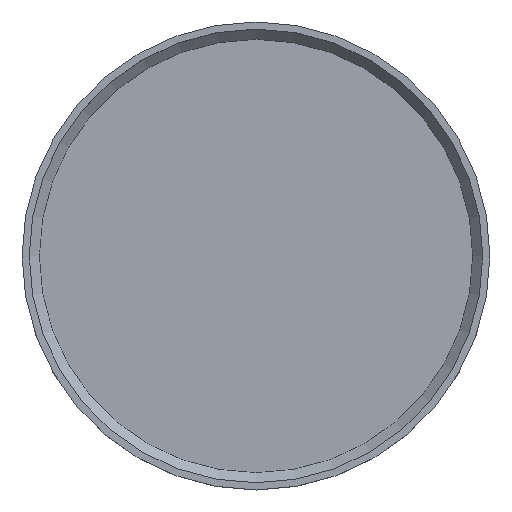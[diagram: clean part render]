
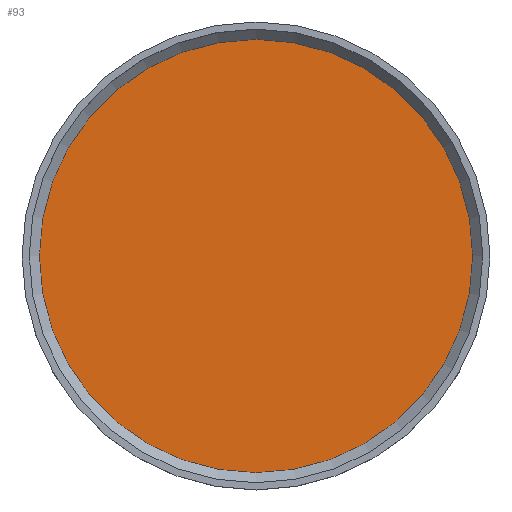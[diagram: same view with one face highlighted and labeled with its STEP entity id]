
A CAD part, top view. The second image highlights one B-rep face of the part: STEP entity #93.
In plain terms, the highlighted planar face has unit normal (0, 0, 1).
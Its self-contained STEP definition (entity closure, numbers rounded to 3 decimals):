
#17=PLANE('',#120);
#26=FACE_OUTER_BOUND('',#33,.T.);
#33=EDGE_LOOP('',(#83));
#47=CIRCLE('',#116,30.15);
#53=VERTEX_POINT('',#167);
#61=EDGE_CURVE('',#53,#53,#47,.T.);
#83=ORIENTED_EDGE('',*,*,#61,.F.);
#93=ADVANCED_FACE('',(#26),#17,.T.);
#116=AXIS2_PLACEMENT_3D('',#168,#140,#141);
#120=AXIS2_PLACEMENT_3D('',#176,#150,#151);
#140=DIRECTION('center_axis',(0.,0.,-1.));
#141=DIRECTION('ref_axis',(1.,0.,0.));
#150=DIRECTION('center_axis',(0.,0.,1.));
#151=DIRECTION('ref_axis',(1.,0.,0.));
#167=CARTESIAN_POINT('',(-30.15,0.,0.5));
#168=CARTESIAN_POINT('Origin',(0.,0.,0.5));
#176=CARTESIAN_POINT('Origin',(0.,0.,0.5));
